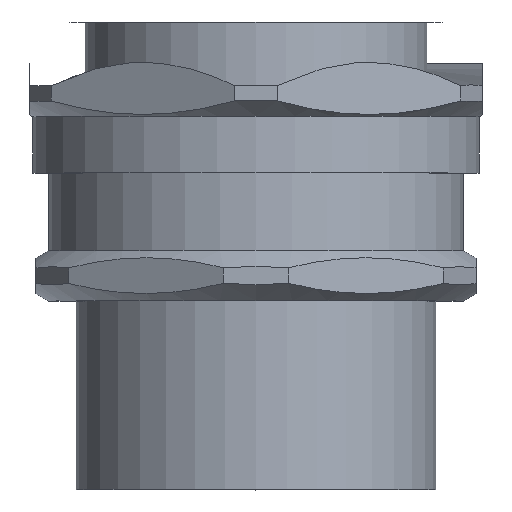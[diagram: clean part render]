
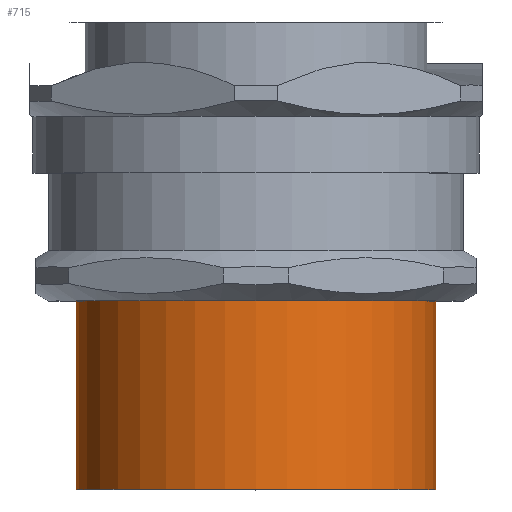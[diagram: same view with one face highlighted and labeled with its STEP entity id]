
A CAD part, top view. The second image highlights one B-rep face of the part: STEP entity #715.
In plain terms, the highlighted cylindrical face has radius 14.3 mm (diameter 28.6 mm), a full revolution.
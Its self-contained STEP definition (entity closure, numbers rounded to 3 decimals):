
#154=FACE_OUTER_BOUND('',#198,.T.);
#198=EDGE_LOOP('',(#516,#517,#518,#519));
#243=LINE('',#1018,#278);
#278=VECTOR('',#872,14.3);
#318=CIRCLE('',#790,14.3);
#319=CIRCLE('',#791,14.3);
#334=VERTEX_POINT('',#1015);
#335=VERTEX_POINT('',#1017);
#406=EDGE_CURVE('',#334,#334,#318,.T.);
#407=EDGE_CURVE('',#334,#335,#243,.T.);
#408=EDGE_CURVE('',#335,#335,#319,.T.);
#516=ORIENTED_EDGE('',*,*,#406,.F.);
#517=ORIENTED_EDGE('',*,*,#407,.T.);
#518=ORIENTED_EDGE('',*,*,#408,.T.);
#519=ORIENTED_EDGE('',*,*,#407,.F.);
#706=CYLINDRICAL_SURFACE('',#789,14.3);
#715=ADVANCED_FACE('',(#154),#706,.T.);
#789=AXIS2_PLACEMENT_3D('',#1014,#868,#869);
#790=AXIS2_PLACEMENT_3D('',#1016,#870,#871);
#791=AXIS2_PLACEMENT_3D('',#1019,#873,#874);
#868=DIRECTION('center_axis',(0.,1.,0.));
#869=DIRECTION('ref_axis',(-1.,0.,0.));
#870=DIRECTION('center_axis',(0.,1.,0.));
#871=DIRECTION('ref_axis',(-1.,0.,0.));
#872=DIRECTION('',(0.,-1.,0.));
#873=DIRECTION('center_axis',(0.,1.,0.));
#874=DIRECTION('ref_axis',(-1.,0.,0.));
#1014=CARTESIAN_POINT('Origin',(132.669,69.5,145.99));
#1015=CARTESIAN_POINT('',(146.969,76.75,145.99));
#1016=CARTESIAN_POINT('Origin',(132.669,76.75,145.99));
#1017=CARTESIAN_POINT('',(146.969,61.75,145.99));
#1018=CARTESIAN_POINT('',(146.969,69.5,145.99));
#1019=CARTESIAN_POINT('Origin',(132.669,61.75,145.99));
